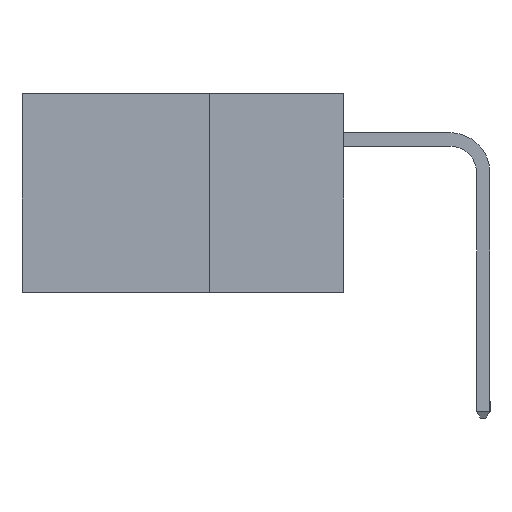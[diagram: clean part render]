
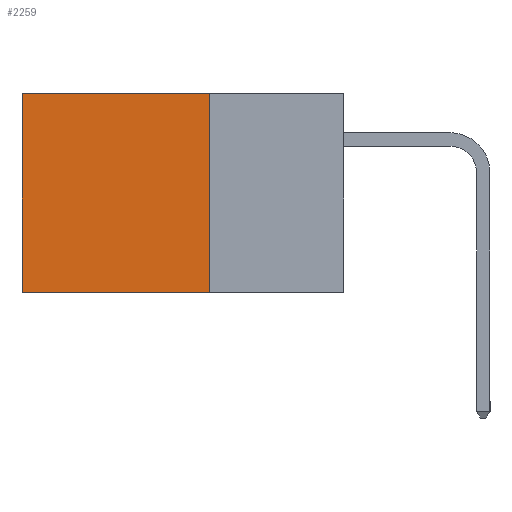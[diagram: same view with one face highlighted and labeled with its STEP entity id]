
A CAD part, left-side view. The second image highlights one B-rep face of the part: STEP entity #2259.
In plain terms, the highlighted planar face has unit normal (-1, 0, 0).
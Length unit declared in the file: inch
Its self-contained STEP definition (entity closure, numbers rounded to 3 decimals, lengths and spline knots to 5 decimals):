
#537 = DIRECTION ( 'NONE',  ( 0., 1., 0. ) ) ;
#1074 = AXIS2_PLACEMENT_3D ( 'NONE', #11112, #10370, #10341 ) ;
#1309 = DIRECTION ( 'NONE',  ( 0., 0., -1. ) ) ;
#2247 = DIRECTION ( 'NONE',  ( 0., 0., -1. ) ) ;
#2259 = ADVANCED_FACE ( 'NONE', ( #3230 ), #11152, .F. ) ;
#2609 = CARTESIAN_POINT ( 'NONE',  ( 0.2615, 0.25, -0.37 ) ) ;
#2956 = VECTOR ( 'NONE', #13856, 39.37008 ) ;
#3230 = FACE_OUTER_BOUND ( 'NONE', #18039, .T. ) ;
#4229 = VECTOR ( 'NONE', #1309, 39.37008 ) ;
#5759 = VERTEX_POINT ( 'NONE', #9711 ) ;
#5796 = LINE ( 'NONE', #12004, #17990 ) ;
#6335 = VERTEX_POINT ( 'NONE', #18989 ) ;
#7781 = ORIENTED_EDGE ( 'NONE', *, *, #17376, .T. ) ;
#8709 = LINE ( 'NONE', #18215, #20256 ) ;
#9202 = VERTEX_POINT ( 'NONE', #19575 ) ;
#9513 = ORIENTED_EDGE ( 'NONE', *, *, #11886, .F. ) ;
#9549 = LINE ( 'NONE', #20392, #4229 ) ;
#9711 = CARTESIAN_POINT ( 'NONE',  ( 0.2615, 0.25, 0. ) ) ;
#10341 = DIRECTION ( 'NONE',  ( 0., 0., -1. ) ) ;
#10370 = DIRECTION ( 'NONE',  ( 1., 0., 0. ) ) ;
#10601 = CARTESIAN_POINT ( 'NONE',  ( 0.2615, 0.25, 0. ) ) ;
#11025 = ORIENTED_EDGE ( 'NONE', *, *, #16883, .F. ) ;
#11112 = CARTESIAN_POINT ( 'NONE',  ( 0.2615, 0.25, -0.37 ) ) ;
#11152 = PLANE ( 'NONE',  #1074 ) ;
#11567 = LINE ( 'NONE', #10601, #2956 ) ;
#11886 = EDGE_CURVE ( 'NONE', #14920, #6335, #5796, .T. ) ;
#12004 = CARTESIAN_POINT ( 'NONE',  ( 0.2615, 0.25, -0.37 ) ) ;
#13856 = DIRECTION ( 'NONE',  ( 0., 1., 0. ) ) ;
#14764 = EDGE_CURVE ( 'NONE', #9202, #6335, #8709, .T. ) ;
#14920 = VERTEX_POINT ( 'NONE', #2609 ) ;
#16883 = EDGE_CURVE ( 'NONE', #5759, #14920, #9549, .T. ) ;
#17376 = EDGE_CURVE ( 'NONE', #5759, #9202, #11567, .T. ) ;
#17990 = VECTOR ( 'NONE', #537, 39.37008 ) ;
#18039 = EDGE_LOOP ( 'NONE', ( #18573, #9513, #11025, #7781 ) ) ;
#18215 = CARTESIAN_POINT ( 'NONE',  ( 0.2615, 0.6, -0.37 ) ) ;
#18573 = ORIENTED_EDGE ( 'NONE', *, *, #14764, .T. ) ;
#18989 = CARTESIAN_POINT ( 'NONE',  ( 0.2615, 0.6, -0.37 ) ) ;
#19575 = CARTESIAN_POINT ( 'NONE',  ( 0.2615, 0.6, 0. ) ) ;
#20256 = VECTOR ( 'NONE', #2247, 39.37008 ) ;
#20392 = CARTESIAN_POINT ( 'NONE',  ( 0.2615, 0.25, -0.37 ) ) ;
